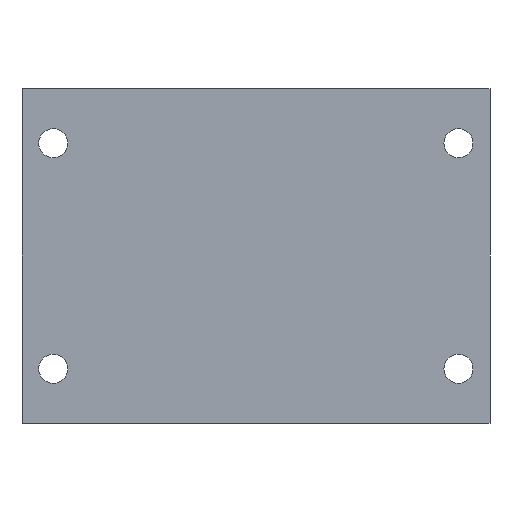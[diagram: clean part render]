
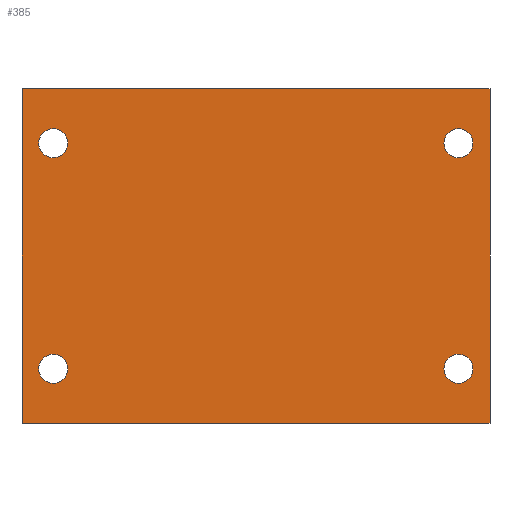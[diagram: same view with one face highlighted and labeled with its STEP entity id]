
A CAD part, front view. The second image highlights one B-rep face of the part: STEP entity #385.
In plain terms, the highlighted planar face has unit normal (0, -1, 0).
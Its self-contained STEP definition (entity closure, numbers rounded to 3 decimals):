
#6 = DIRECTION ( 'NONE',  ( 0., -1., 0. ) ) ;
#14 = CIRCLE ( 'NONE', #890, 2.65 ) ;
#22 = CARTESIAN_POINT ( 'NONE',  ( 37., 0., 20.6 ) ) ;
#27 = CARTESIAN_POINT ( 'NONE',  ( -37., 0., 23.25 ) ) ;
#35 = DIRECTION ( 'NONE',  ( 0., -1., 0. ) ) ;
#38 = CARTESIAN_POINT ( 'NONE',  ( 37., 0., 17.95 ) ) ;
#44 = DIRECTION ( 'NONE',  ( 0., 0., -1. ) ) ;
#51 = AXIS2_PLACEMENT_3D ( 'NONE', #307, #812, #645 ) ;
#70 = EDGE_CURVE ( 'NONE', #300, #948, #780, .T. ) ;
#92 = DIRECTION ( 'NONE',  ( 0., 0., 1. ) ) ;
#107 = ORIENTED_EDGE ( 'NONE', *, *, #544, .F. ) ;
#123 = VERTEX_POINT ( 'NONE', #178 ) ;
#125 = VERTEX_POINT ( 'NONE', #515 ) ;
#135 = CARTESIAN_POINT ( 'NONE',  ( 0., 0., 0. ) ) ;
#139 = DIRECTION ( 'NONE',  ( 0., 0., 1. ) ) ;
#141 = CIRCLE ( 'NONE', #1073, 2.65 ) ;
#148 = EDGE_CURVE ( 'NONE', #948, #353, #214, .T. ) ;
#155 = CARTESIAN_POINT ( 'NONE',  ( 37., 0., -20.6 ) ) ;
#156 = DIRECTION ( 'NONE',  ( 0., 0., 1. ) ) ;
#158 = ORIENTED_EDGE ( 'NONE', *, *, #230, .F. ) ;
#178 = CARTESIAN_POINT ( 'NONE',  ( 37., 0., -17.95 ) ) ;
#185 = DIRECTION ( 'NONE',  ( 0., 0., 1. ) ) ;
#202 = EDGE_LOOP ( 'NONE', ( #1046, #517 ) ) ;
#204 = CARTESIAN_POINT ( 'NONE',  ( 42.76, 0., 30.545 ) ) ;
#208 = AXIS2_PLACEMENT_3D ( 'NONE', #777, #265, #868 ) ;
#214 = LINE ( 'NONE', #204, #574 ) ;
#223 = CARTESIAN_POINT ( 'NONE',  ( -42.71, 0., -30.545 ) ) ;
#227 = CARTESIAN_POINT ( 'NONE',  ( 42.76, 0., -30.545 ) ) ;
#230 = EDGE_CURVE ( 'NONE', #497, #125, #523, .T. ) ;
#232 = CARTESIAN_POINT ( 'NONE',  ( -37., 0., -20.6 ) ) ;
#240 = FACE_BOUND ( 'NONE', #1063, .T. ) ;
#252 = CARTESIAN_POINT ( 'NONE',  ( 42.76, 0., 30.545 ) ) ;
#260 = VECTOR ( 'NONE', #737, 1000. ) ;
#265 = DIRECTION ( 'NONE',  ( 0., -1., 0. ) ) ;
#270 = ORIENTED_EDGE ( 'NONE', *, *, #148, .F. ) ;
#274 = ORIENTED_EDGE ( 'NONE', *, *, #953, .F. ) ;
#299 = ORIENTED_EDGE ( 'NONE', *, *, #941, .F. ) ;
#300 = VERTEX_POINT ( 'NONE', #568 ) ;
#307 = CARTESIAN_POINT ( 'NONE',  ( -37., 0., 20.6 ) ) ;
#308 = AXIS2_PLACEMENT_3D ( 'NONE', #135, #473, #156 ) ;
#338 = AXIS2_PLACEMENT_3D ( 'NONE', #22, #639, #44 ) ;
#340 = EDGE_LOOP ( 'NONE', ( #911, #270, #1060, #107 ) ) ;
#353 = VERTEX_POINT ( 'NONE', #227 ) ;
#355 = CARTESIAN_POINT ( 'NONE',  ( -37., 0., -23.25 ) ) ;
#382 = ORIENTED_EDGE ( 'NONE', *, *, #390, .F. ) ;
#385 = ADVANCED_FACE ( 'NONE', ( #667, #1006, #240, #581, #735 ), #649, .F. ) ;
#388 = EDGE_CURVE ( 'NONE', #123, #430, #987, .T. ) ;
#390 = EDGE_CURVE ( 'NONE', #1054, #693, #928, .T. ) ;
#392 = DIRECTION ( 'NONE',  ( 0., 0., 1. ) ) ;
#398 = VECTOR ( 'NONE', #92, 1000. ) ;
#430 = VERTEX_POINT ( 'NONE', #478 ) ;
#436 = DIRECTION ( 'NONE',  ( 1., 0., 0. ) ) ;
#445 = CIRCLE ( 'NONE', #1033, 2.65 ) ;
#456 = DIRECTION ( 'NONE',  ( 0., 0., -1. ) ) ;
#465 = VERTEX_POINT ( 'NONE', #768 ) ;
#468 = VECTOR ( 'NONE', #436, 1000. ) ;
#473 = DIRECTION ( 'NONE',  ( 0., 1., 0. ) ) ;
#478 = CARTESIAN_POINT ( 'NONE',  ( 37., 0., -23.25 ) ) ;
#484 = AXIS2_PLACEMENT_3D ( 'NONE', #851, #35, #976 ) ;
#493 = CARTESIAN_POINT ( 'NONE',  ( 37., 0., -20.6 ) ) ;
#497 = VERTEX_POINT ( 'NONE', #355 ) ;
#508 = DIRECTION ( 'NONE',  ( 0., -1., 0. ) ) ;
#513 = CARTESIAN_POINT ( 'NONE',  ( -42.71, 0., -30.545 ) ) ;
#515 = CARTESIAN_POINT ( 'NONE',  ( -37., 0., -17.95 ) ) ;
#517 = ORIENTED_EDGE ( 'NONE', *, *, #1061, .F. ) ;
#523 = CIRCLE ( 'NONE', #484, 2.65 ) ;
#544 = EDGE_CURVE ( 'NONE', #800, #300, #776, .T. ) ;
#548 = EDGE_CURVE ( 'NONE', #693, #1054, #141, .T. ) ;
#565 = CIRCLE ( 'NONE', #338, 2.65 ) ;
#568 = CARTESIAN_POINT ( 'NONE',  ( -42.71, 0., 30.545 ) ) ;
#574 = VECTOR ( 'NONE', #456, 1000. ) ;
#581 = FACE_BOUND ( 'NONE', #202, .T. ) ;
#636 = EDGE_LOOP ( 'NONE', ( #382, #1096 ) ) ;
#639 = DIRECTION ( 'NONE',  ( 0., -1., 0. ) ) ;
#645 = DIRECTION ( 'NONE',  ( 0., 0., 1. ) ) ;
#646 = AXIS2_PLACEMENT_3D ( 'NONE', #493, #836, #392 ) ;
#649 = PLANE ( 'NONE',  #308 ) ;
#667 = FACE_BOUND ( 'NONE', #636, .T. ) ;
#674 = EDGE_CURVE ( 'NONE', #721, #465, #565, .T. ) ;
#693 = VERTEX_POINT ( 'NONE', #27 ) ;
#711 = ORIENTED_EDGE ( 'NONE', *, *, #388, .F. ) ;
#721 = VERTEX_POINT ( 'NONE', #38 ) ;
#735 = FACE_OUTER_BOUND ( 'NONE', #340, .T. ) ;
#737 = DIRECTION ( 'NONE',  ( -1., 0., 0. ) ) ;
#747 = CARTESIAN_POINT ( 'NONE',  ( -30.05, 0., -30.545 ) ) ;
#753 = EDGE_CURVE ( 'NONE', #353, #800, #872, .T. ) ;
#768 = CARTESIAN_POINT ( 'NONE',  ( 37., 0., 23.25 ) ) ;
#769 = CARTESIAN_POINT ( 'NONE',  ( -30.05, 0., 30.545 ) ) ;
#776 = LINE ( 'NONE', #513, #398 ) ;
#777 = CARTESIAN_POINT ( 'NONE',  ( 37., 0., 20.6 ) ) ;
#780 = LINE ( 'NONE', #769, #468 ) ;
#800 = VERTEX_POINT ( 'NONE', #223 ) ;
#812 = DIRECTION ( 'NONE',  ( 0., -1., 0. ) ) ;
#827 = DIRECTION ( 'NONE',  ( 0., 0., -1. ) ) ;
#829 = CIRCLE ( 'NONE', #208, 2.65 ) ;
#836 = DIRECTION ( 'NONE',  ( 0., -1., 0. ) ) ;
#851 = CARTESIAN_POINT ( 'NONE',  ( -37., 0., -20.6 ) ) ;
#868 = DIRECTION ( 'NONE',  ( 0., 0., -1. ) ) ;
#872 = LINE ( 'NONE', #747, #260 ) ;
#890 = AXIS2_PLACEMENT_3D ( 'NONE', #232, #508, #827 ) ;
#911 = ORIENTED_EDGE ( 'NONE', *, *, #753, .F. ) ;
#928 = CIRCLE ( 'NONE', #51, 2.65 ) ;
#941 = EDGE_CURVE ( 'NONE', #430, #123, #445, .T. ) ;
#948 = VERTEX_POINT ( 'NONE', #252 ) ;
#951 = CARTESIAN_POINT ( 'NONE',  ( -37., 0., 17.95 ) ) ;
#953 = EDGE_CURVE ( 'NONE', #125, #497, #14, .T. ) ;
#976 = DIRECTION ( 'NONE',  ( 0., 0., -1. ) ) ;
#987 = CIRCLE ( 'NONE', #646, 2.65 ) ;
#1006 = FACE_BOUND ( 'NONE', #1029, .T. ) ;
#1017 = DIRECTION ( 'NONE',  ( 0., -1., 0. ) ) ;
#1029 = EDGE_LOOP ( 'NONE', ( #299, #711 ) ) ;
#1033 = AXIS2_PLACEMENT_3D ( 'NONE', #155, #1017, #139 ) ;
#1046 = ORIENTED_EDGE ( 'NONE', *, *, #674, .F. ) ;
#1054 = VERTEX_POINT ( 'NONE', #951 ) ;
#1060 = ORIENTED_EDGE ( 'NONE', *, *, #70, .F. ) ;
#1061 = EDGE_CURVE ( 'NONE', #465, #721, #829, .T. ) ;
#1063 = EDGE_LOOP ( 'NONE', ( #158, #274 ) ) ;
#1073 = AXIS2_PLACEMENT_3D ( 'NONE', #1097, #6, #185 ) ;
#1096 = ORIENTED_EDGE ( 'NONE', *, *, #548, .F. ) ;
#1097 = CARTESIAN_POINT ( 'NONE',  ( -37., 0., 20.6 ) ) ;
